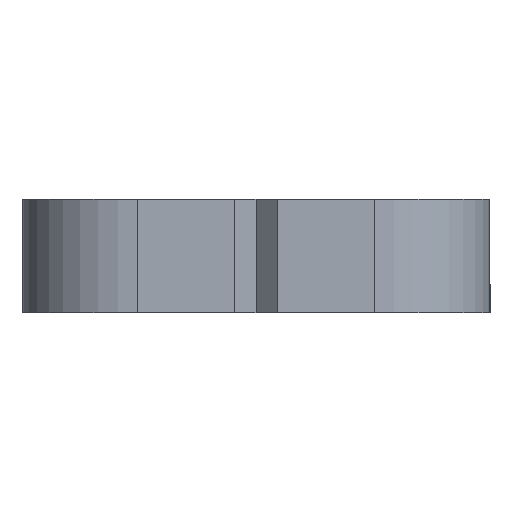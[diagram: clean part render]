
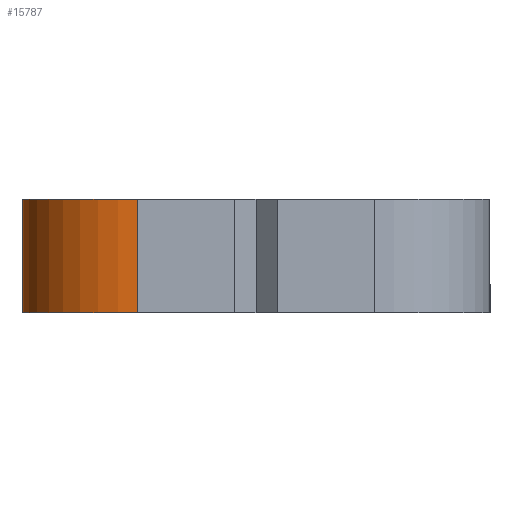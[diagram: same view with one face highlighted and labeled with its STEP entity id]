
A CAD part, left-side view. The second image highlights one B-rep face of the part: STEP entity #15787.
In plain terms, the highlighted cylindrical face has radius 6.2 mm (diameter 12.4 mm), a partial arc.
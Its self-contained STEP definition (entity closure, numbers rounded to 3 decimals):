
#711 = VECTOR ( 'NONE', #5398, 1000. ) ;
#905 = CARTESIAN_POINT ( 'NONE',  ( -88.75, 6.35, 3.05 ) ) ;
#967 = AXIS2_PLACEMENT_3D ( 'NONE', #49800, #45532, #53998 ) ;
#1135 = CARTESIAN_POINT ( 'NONE',  ( -88.75, 6.35, -3.05 ) ) ;
#1955 = VERTEX_POINT ( 'NONE', #16642 ) ;
#3208 = EDGE_LOOP ( 'NONE', ( #51350, #16399, #19449, #26879 ) ) ;
#4104 = EDGE_CURVE ( 'NONE', #4644, #26073, #34228, .T. ) ;
#4582 = LINE ( 'NONE', #20555, #47945 ) ;
#4644 = VERTEX_POINT ( 'NONE', #905 ) ;
#4904 = EDGE_CURVE ( 'NONE', #40270, #1955, #4582, .T. ) ;
#5398 = DIRECTION ( 'NONE',  ( 0., 0., -1. ) ) ;
#6756 = AXIS2_PLACEMENT_3D ( 'NONE', #21460, #50843, #25665 ) ;
#11137 = DIRECTION ( 'NONE',  ( 0., 0., 1. ) ) ;
#13848 = CARTESIAN_POINT ( 'NONE',  ( -88.75, 6.35, 1. ) ) ;
#15787 = ADVANCED_FACE ( 'NONE', ( #39717 ), #28597, .T. ) ;
#16399 = ORIENTED_EDGE ( 'NONE', *, *, #34572, .T. ) ;
#16642 = CARTESIAN_POINT ( 'NONE',  ( -82.55, 12.55, -3.05 ) ) ;
#19449 = ORIENTED_EDGE ( 'NONE', *, *, #4104, .F. ) ;
#20174 = EDGE_CURVE ( 'NONE', #40270, #4644, #26176, .T. ) ;
#20555 = CARTESIAN_POINT ( 'NONE',  ( -82.55, 12.55, 1. ) ) ;
#21460 = CARTESIAN_POINT ( 'NONE',  ( -82.55, 6.35, 3.05 ) ) ;
#22350 = CIRCLE ( 'NONE', #26948, 6.2 ) ;
#24778 = DIRECTION ( 'NONE',  ( 0., 0., -1. ) ) ;
#25665 = DIRECTION ( 'NONE',  ( 1., 0., 0. ) ) ;
#26073 = VERTEX_POINT ( 'NONE', #1135 ) ;
#26176 = CIRCLE ( 'NONE', #6756, 6.2 ) ;
#26879 = ORIENTED_EDGE ( 'NONE', *, *, #20174, .F. ) ;
#26948 = AXIS2_PLACEMENT_3D ( 'NONE', #36275, #11137, #40491 ) ;
#28597 = CYLINDRICAL_SURFACE ( 'NONE', #967, 6.2 ) ;
#34228 = LINE ( 'NONE', #13848, #711 ) ;
#34572 = EDGE_CURVE ( 'NONE', #1955, #26073, #22350, .T. ) ;
#36275 = CARTESIAN_POINT ( 'NONE',  ( -82.55, 6.35, -3.05 ) ) ;
#39717 = FACE_OUTER_BOUND ( 'NONE', #3208, .T. ) ;
#40270 = VERTEX_POINT ( 'NONE', #41885 ) ;
#40491 = DIRECTION ( 'NONE',  ( 1., 0., 0. ) ) ;
#41885 = CARTESIAN_POINT ( 'NONE',  ( -82.55, 12.55, 3.05 ) ) ;
#45532 = DIRECTION ( 'NONE',  ( 0., 0., -1. ) ) ;
#47945 = VECTOR ( 'NONE', #24778, 1000. ) ;
#49800 = CARTESIAN_POINT ( 'NONE',  ( -82.55, 6.35, 1. ) ) ;
#50843 = DIRECTION ( 'NONE',  ( 0., 0., 1. ) ) ;
#51350 = ORIENTED_EDGE ( 'NONE', *, *, #4904, .T. ) ;
#53998 = DIRECTION ( 'NONE',  ( -1., 0., 0. ) ) ;
